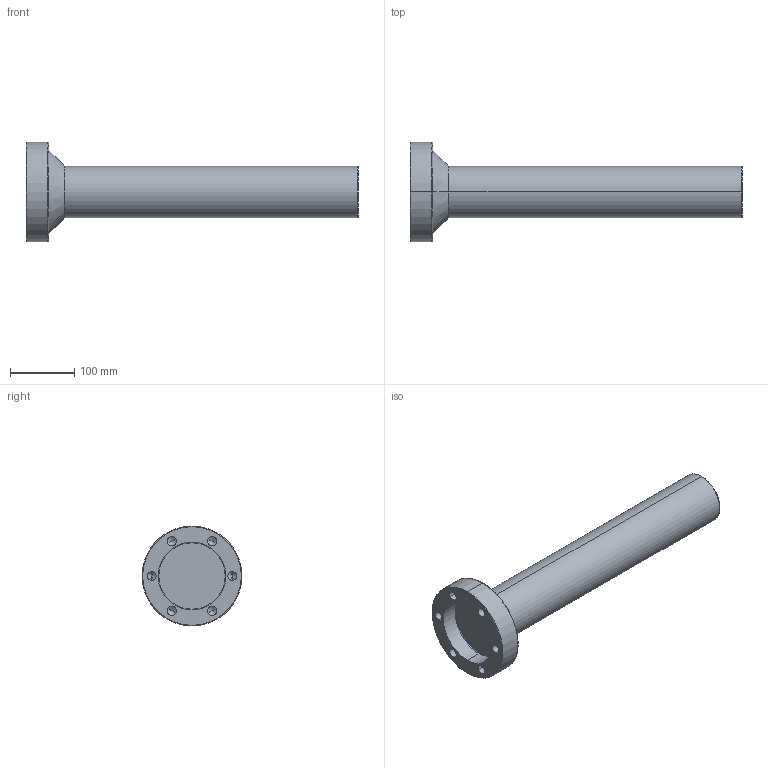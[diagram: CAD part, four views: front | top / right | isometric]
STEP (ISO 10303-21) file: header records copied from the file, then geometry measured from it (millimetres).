
FILE_DESCRIPTION (( 'STEP AP214' ), '1' );
FILE_NAME ('A0362-SSX300-100x15-01.STEP', '2024-11-14T07:13:44', ( '' ), ( '' ), 'SwSTEP 2.0', 'SolidWorks 2018', '' );
FILE_SCHEMA (( 'AUTOMOTIVE_DESIGN' ));
Length unit declared in the file: millimetre
Products named in the file (1): A0362-SSX300-100x15-01
Bounding box: 515 x 155 x 155 mm (x, y, z)
Volume: 2905092.6 mm3; surface area: 188831.1 mm2
Topology: 1 solids, 1 shells, 48 faces, 106 edges, 56 vertices
Faces by surface type: cylinder 18, cone 14, torus 12, plane 4
Entity records: 1406 total; most frequent: DIRECTION 254, CARTESIAN_POINT 199, ORIENTED_EDGE 188, AXIS2_PLACEMENT_3D 111, EDGE_CURVE 94, CIRCLE 62, VERTEX_POINT 56, EDGE_LOOP 56
